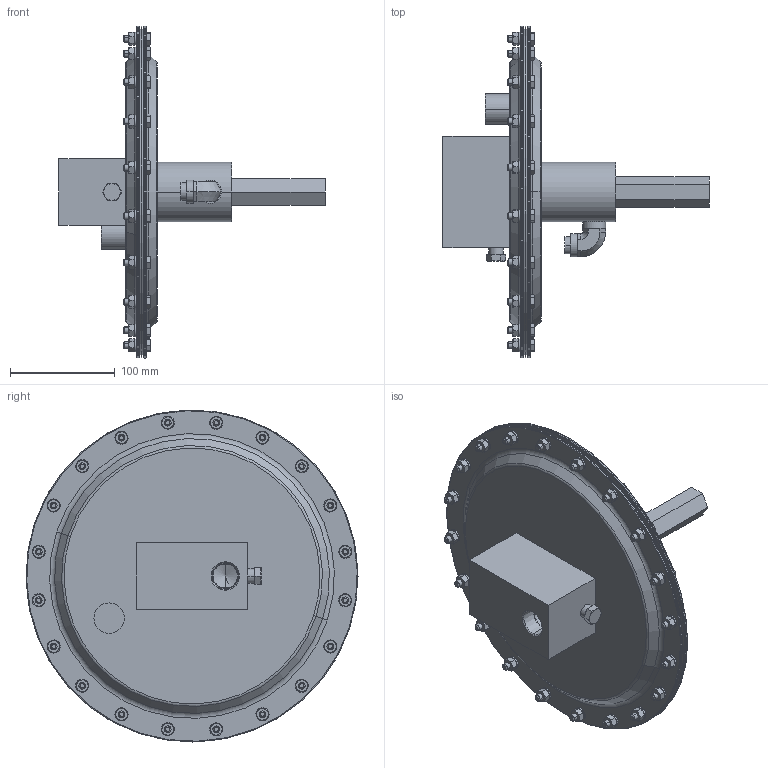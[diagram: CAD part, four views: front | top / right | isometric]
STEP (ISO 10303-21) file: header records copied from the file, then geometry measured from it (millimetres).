
FILE_DESCRIPTION (( 'STEP AP203' ), '1' );
FILE_NAME ('695X-075-NPT.STEP', '2018-07-10T16:09:25', ( '' ), ( '' ), 'SwSTEP 2.0', 'SolidWorks 2014', '' );
FILE_SCHEMA (( 'CONFIG_CONTROL_DESIGN' ));
Length unit declared in the file: inch
Products named in the file (2): 695X-075-NPT
Bounding box: 254.5 x 317.5 x 317.5 mm (x, y, z)
Volume: 2518732 mm3; surface area: 252860.2 mm2
Topology: 2 solids, 2 shells, 860 faces, 1927 edges, 1166 vertices
Faces by surface type: plane 384, cone 352, cylinder 108, torus 16
Entity records: 26404 total; most frequent: CARTESIAN_POINT 8031, ORIENTED_EDGE 3846, DIRECTION 3597, EDGE_CURVE 1923, AXIS2_PLACEMENT_3D 1476, VERTEX_POINT 1166, EDGE_LOOP 959, FACE_OUTER_BOUND 860
